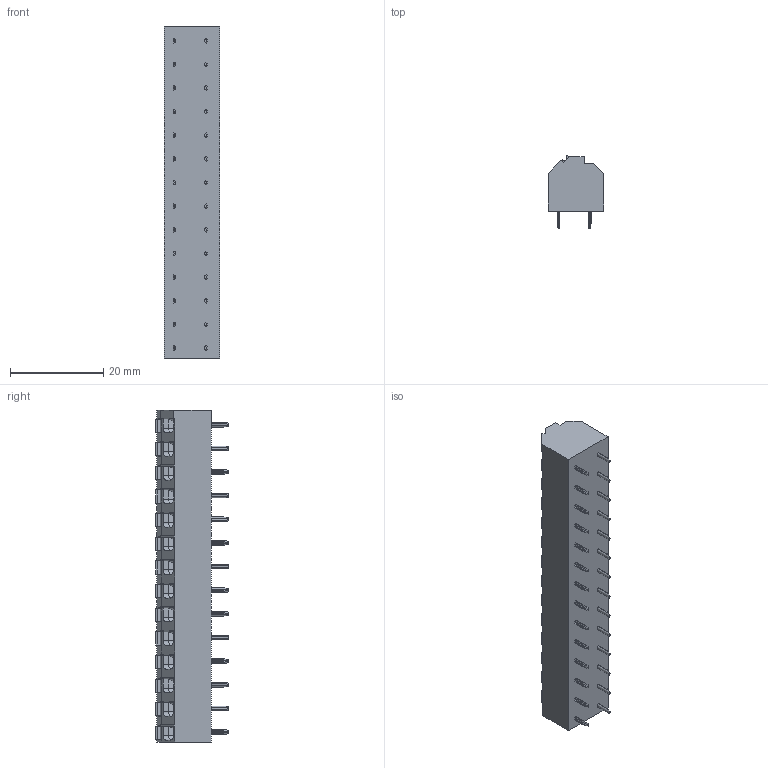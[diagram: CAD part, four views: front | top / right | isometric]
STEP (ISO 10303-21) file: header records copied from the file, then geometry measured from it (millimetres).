
FILE_DESCRIPTION((''),'2;1');
FILE_NAME('PRT0001','2024-09-25T',('sj'),(''),'PRO/ENGINEER BY PARAMETRIC TECHNOLOGY CORPORATION, 2013240','PRO/ENGINEER BY PARAMETRIC TECHNOLOGY CORPORATION, 2013240','');
FILE_SCHEMA(('AUTOMOTIVE_DESIGN_CC2 { 1 2 10303 214 -1 1 5 2 }'));
Length unit declared in the file: millimetre
Products named in the file (1): PRT0001
Bounding box: 12 x 15.56 x 71.35 mm (x, y, z)
Volume: 8559.6 mm3; surface area: 4422.2 mm2
Topology: 1 solids, 1 shells, 724 faces, 1956 edges, 1276 vertices
Faces by surface type: plane 570, cylinder 126, cone 28
Entity records: 22372 total; most frequent: CARTESIAN_POINT 4124, ORIENTED_EDGE 3912, DIRECTION 3572, EDGE_CURVE 1956, VECTOR 1564, LINE 1564, VERTEX_POINT 1276, AXIS2_PLACEMENT_3D 1004
